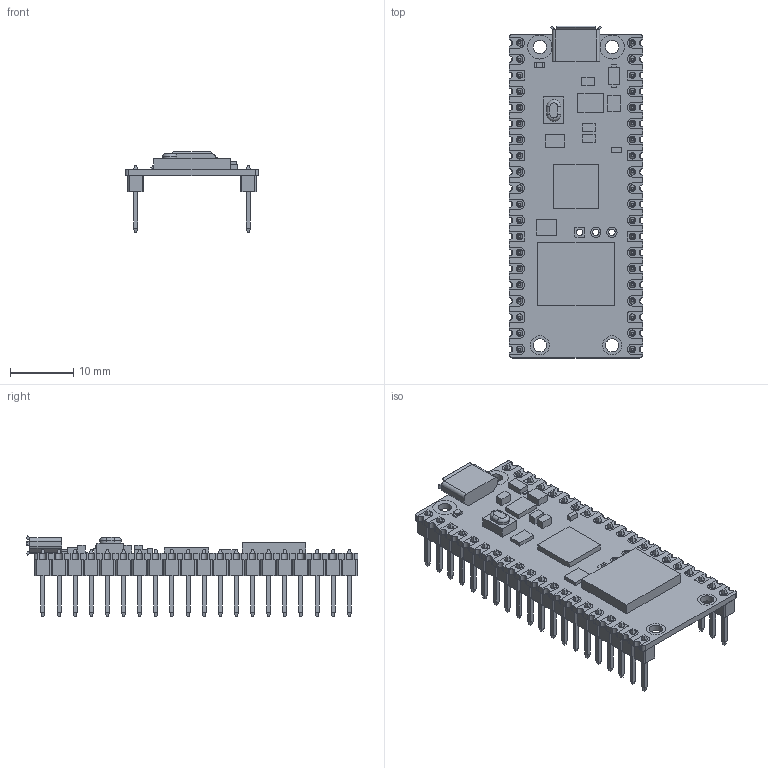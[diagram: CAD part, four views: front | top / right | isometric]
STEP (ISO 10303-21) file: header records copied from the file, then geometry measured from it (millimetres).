
FILE_DESCRIPTION(('FreeCAD Model'),'2;1');
FILE_NAME('Open CASCADE Shape Model','2024-07-19T09:54:13',(''),(''), 'Open CASCADE STEP processor 7.6','FreeCAD','Unknown');
FILE_SCHEMA(('AUTOMOTIVE_DESIGN { 1 0 10303 214 1 1 1 1 }'));
Length unit declared in the file: millimetre
Products named in the file (22): RaspberryPi_Pico_W_AddedHeaders_Socketed_STEP; Pico_W_AddedHeaders_Socketed_Module; Pico_W_Board; Pico_W_AddedHeaders_Socketed_Components; C1_47u; C2_47u; C21_47u; D1_MBR120VLSFT1G; D2_QSME-C194; D2_QSME-C194_Base; D2_QSME-C194_Phosphor; D2_QSME-C194_Lens; J1_690T505-x62-01x; L1_2u2; Q1_DMG1012T; SH1_CYW43439; SW1_TP-1221U-K9K5325; U1_RP2040; U2_RT6154AGQW; U3_W25Q16JVUXIQ; X1_X12M000000S096; Header_Breakaway
Assembly tree (22 placements, depth 5):
  RaspberryPi_Pico_W_AddedHeaders_Socketed_STEP
    Pico_W_AddedHeaders_Socketed_Module
      Pico_W_Board
      Pico_W_AddedHeaders_Socketed_Components
        C1_47u
        C2_47u
        C21_47u
        D1_MBR120VLSFT1G
        D2_QSME-C194
          D2_QSME-C194_Base
          D2_QSME-C194_Phosphor
          D2_QSME-C194_Lens
        J1_690T505-x62-01x
        L1_2u2
        Q1_DMG1012T
        SH1_CYW43439
        SW1_TP-1221U-K9K5325
        U1_RP2040
        U2_RT6154AGQW
        U3_W25Q16JVUXIQ
        X1_X12M000000S096
    Header_Breakaway  x2
Bounding box: 21 x 52.3 x 12.64 mm (x, y, z)
Volume: 2156.7 mm3; surface area: 5358.8 mm2
Topology: 59 solids, 59 shells, 1305 faces, 3283 edges, 2122 vertices
Faces by surface type: plane 1184, cylinder 119, torus 2
Full cylindrical faces by diameter (mm): 1 x43, 2.1 x4
Entity records: 33494 total; most frequent: CARTESIAN_POINT 4839, ORIENTED_EDGE 4714, DIRECTION 4593, EDGE_CURVE 2357, LINE 1969, VECTOR 1969, VERTEX_POINT 1558, AXIS2_PLACEMENT_3D 1312
